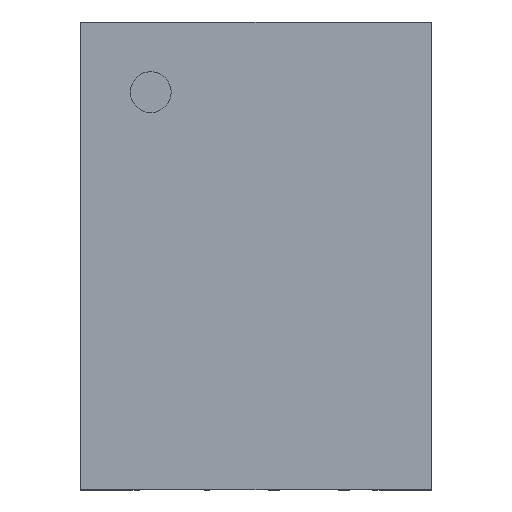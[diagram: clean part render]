
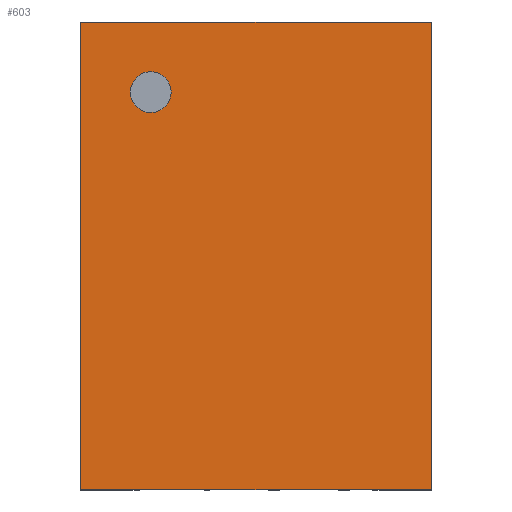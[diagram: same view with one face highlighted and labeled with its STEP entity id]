
A CAD part, top view. The second image highlights one B-rep face of the part: STEP entity #603.
In plain terms, the highlighted planar face has unit normal (0, 0, 1).
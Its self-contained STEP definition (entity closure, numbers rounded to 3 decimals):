
#54 = EDGE_LOOP ( 'NONE', ( #1571, #3756, #354, #7650 ) ) ;
#114 = VECTOR ( 'NONE', #1911, 1000. ) ;
#326 = CIRCLE ( 'NONE', #3466, 0.175 ) ;
#354 = ORIENTED_EDGE ( 'NONE', *, *, #3860, .T. ) ;
#365 = DIRECTION ( 'NONE',  ( 0., 0., -1. ) ) ;
#366 = CARTESIAN_POINT ( 'NONE',  ( -1.5, 2., 0.875 ) ) ;
#489 = CARTESIAN_POINT ( 'NONE',  ( 1.5, 2., 0.875 ) ) ;
#603 = ADVANCED_FACE ( 'NONE', ( #5656, #7430 ), #3302, .F. ) ;
#835 = EDGE_CURVE ( 'NONE', #4139, #4889, #7187, .T. ) ;
#1168 = CARTESIAN_POINT ( 'NONE',  ( -1.5, -2., 0.875 ) ) ;
#1228 = AXIS2_PLACEMENT_3D ( 'NONE', #5753, #1607, #3988 ) ;
#1263 = CARTESIAN_POINT ( 'NONE',  ( -1.5, -2., 0.875 ) ) ;
#1338 = LINE ( 'NONE', #3109, #2538 ) ;
#1504 = DIRECTION ( 'NONE',  ( 1., 0., 0. ) ) ;
#1571 = ORIENTED_EDGE ( 'NONE', *, *, #3507, .T. ) ;
#1607 = DIRECTION ( 'NONE',  ( 0., 0., 1. ) ) ;
#1763 = VERTEX_POINT ( 'NONE', #366 ) ;
#1796 = LINE ( 'NONE', #1168, #4704 ) ;
#1911 = DIRECTION ( 'NONE',  ( -1., 0., 0. ) ) ;
#2223 = EDGE_CURVE ( 'NONE', #3098, #1763, #6029, .T. ) ;
#2538 = VECTOR ( 'NONE', #6039, 1000. ) ;
#2613 = EDGE_CURVE ( 'NONE', #7297, #7099, #4859, .T. ) ;
#2642 = CARTESIAN_POINT ( 'NONE',  ( -0.9, 1.4, 0.875 ) ) ;
#2656 = CARTESIAN_POINT ( 'NONE',  ( -1.075, 1.4, 0.875 ) ) ;
#3098 = VERTEX_POINT ( 'NONE', #489 ) ;
#3109 = CARTESIAN_POINT ( 'NONE',  ( 1.5, -2., 0.875 ) ) ;
#3302 = PLANE ( 'NONE',  #3696 ) ;
#3466 = AXIS2_PLACEMENT_3D ( 'NONE', #2642, #4484, #1504 ) ;
#3507 = EDGE_CURVE ( 'NONE', #4889, #3098, #1338, .T. ) ;
#3676 = CARTESIAN_POINT ( 'NONE',  ( -1.5, 2., 0.875 ) ) ;
#3696 = AXIS2_PLACEMENT_3D ( 'NONE', #6203, #365, #3929 ) ;
#3756 = ORIENTED_EDGE ( 'NONE', *, *, #2223, .T. ) ;
#3860 = EDGE_CURVE ( 'NONE', #1763, #4139, #1796, .T. ) ;
#3929 = DIRECTION ( 'NONE',  ( -1., 0., 0. ) ) ;
#3988 = DIRECTION ( 'NONE',  ( 1., 0., 0. ) ) ;
#4139 = VERTEX_POINT ( 'NONE', #7075 ) ;
#4360 = DIRECTION ( 'NONE',  ( 1., 0., 0. ) ) ;
#4472 = ORIENTED_EDGE ( 'NONE', *, *, #6613, .F. ) ;
#4484 = DIRECTION ( 'NONE',  ( 0., 0., 1. ) ) ;
#4704 = VECTOR ( 'NONE', #4893, 1000. ) ;
#4859 = CIRCLE ( 'NONE', #1228, 0.175 ) ;
#4889 = VERTEX_POINT ( 'NONE', #5686 ) ;
#4893 = DIRECTION ( 'NONE',  ( 0., -1., 0. ) ) ;
#5656 = FACE_BOUND ( 'NONE', #6901, .T. ) ;
#5686 = CARTESIAN_POINT ( 'NONE',  ( 1.5, -2., 0.875 ) ) ;
#5753 = CARTESIAN_POINT ( 'NONE',  ( -0.9, 1.4, 0.875 ) ) ;
#6029 = LINE ( 'NONE', #3676, #114 ) ;
#6039 = DIRECTION ( 'NONE',  ( 0., 1., 0. ) ) ;
#6084 = VECTOR ( 'NONE', #4360, 1000. ) ;
#6203 = CARTESIAN_POINT ( 'NONE',  ( 0., 0., 0.875 ) ) ;
#6613 = EDGE_CURVE ( 'NONE', #7099, #7297, #326, .T. ) ;
#6901 = EDGE_LOOP ( 'NONE', ( #4472, #7244 ) ) ;
#7075 = CARTESIAN_POINT ( 'NONE',  ( -1.5, -2., 0.875 ) ) ;
#7099 = VERTEX_POINT ( 'NONE', #7654 ) ;
#7187 = LINE ( 'NONE', #1263, #6084 ) ;
#7244 = ORIENTED_EDGE ( 'NONE', *, *, #2613, .F. ) ;
#7297 = VERTEX_POINT ( 'NONE', #2656 ) ;
#7430 = FACE_OUTER_BOUND ( 'NONE', #54, .T. ) ;
#7650 = ORIENTED_EDGE ( 'NONE', *, *, #835, .T. ) ;
#7654 = CARTESIAN_POINT ( 'NONE',  ( -0.725, 1.4, 0.875 ) ) ;
